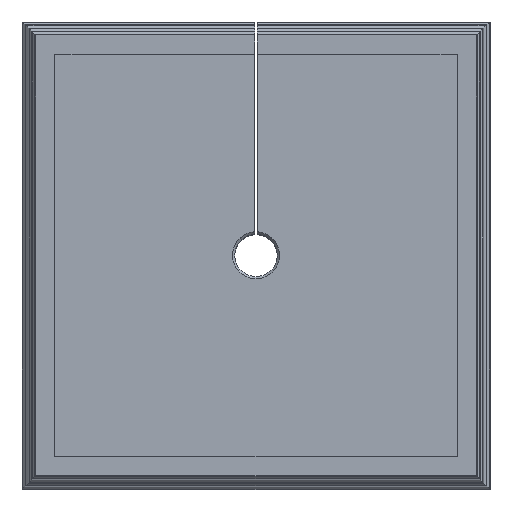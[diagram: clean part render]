
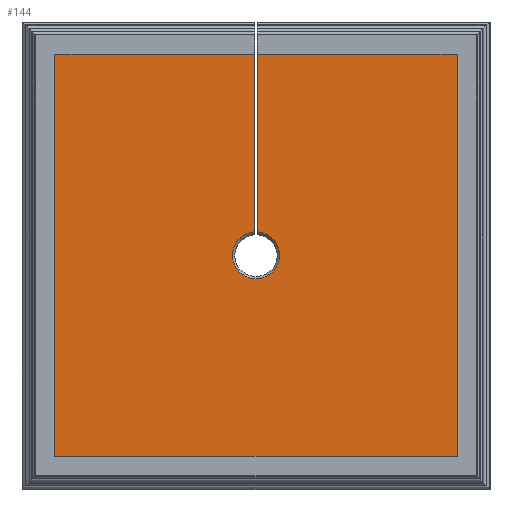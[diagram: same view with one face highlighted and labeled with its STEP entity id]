
A CAD part, top view. The second image highlights one B-rep face of the part: STEP entity #144.
In plain terms, the highlighted planar face has unit normal (0, 0, 1).
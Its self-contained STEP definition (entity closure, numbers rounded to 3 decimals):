
#49=CIRCLE('',#1660,1.);
#144=ADVANCED_FACE('',(#295),#227,.T.);
#227=PLANE('',#1661);
#295=FACE_OUTER_BOUND('',#382,.T.);
#382=EDGE_LOOP('',(#651,#652,#653,#654,#655,#656,#657,#658));
#651=ORIENTED_EDGE('',*,*,#1146,.F.);
#652=ORIENTED_EDGE('',*,*,#1147,.T.);
#653=ORIENTED_EDGE('',*,*,#1148,.T.);
#654=ORIENTED_EDGE('',*,*,#1149,.T.);
#655=ORIENTED_EDGE('',*,*,#1150,.T.);
#656=ORIENTED_EDGE('',*,*,#1037,.T.);
#657=ORIENTED_EDGE('',*,*,#1151,.F.);
#658=ORIENTED_EDGE('',*,*,#1152,.F.);
#889=VERTEX_POINT('',#2165);
#891=VERTEX_POINT('',#2168);
#957=VERTEX_POINT('',#2428);
#958=VERTEX_POINT('',#2429);
#959=VERTEX_POINT('',#2431);
#960=VERTEX_POINT('',#2433);
#961=VERTEX_POINT('',#2435);
#962=VERTEX_POINT('',#2438);
#1037=EDGE_CURVE('',#891,#889,#1260,.T.);
#1146=EDGE_CURVE('',#957,#958,#1360,.T.);
#1147=EDGE_CURVE('',#957,#959,#1361,.T.);
#1148=EDGE_CURVE('',#959,#960,#1362,.T.);
#1149=EDGE_CURVE('',#960,#961,#1363,.T.);
#1150=EDGE_CURVE('',#961,#891,#1364,.T.);
#1151=EDGE_CURVE('',#962,#889,#1365,.T.);
#1152=EDGE_CURVE('',#958,#962,#49,.T.);
#1260=LINE('',#2167,#1442);
#1360=LINE('',#2427,#1542);
#1361=LINE('',#2430,#1543);
#1362=LINE('',#2432,#1544);
#1363=LINE('',#2434,#1545);
#1364=LINE('',#2436,#1546);
#1365=LINE('',#2437,#1547);
#1442=VECTOR('',#1759,1.);
#1542=VECTOR('',#1947,1.);
#1543=VECTOR('',#1948,1.);
#1544=VECTOR('',#1949,1.);
#1545=VECTOR('',#1950,1.);
#1546=VECTOR('',#1951,1.);
#1547=VECTOR('',#1952,1.);
#1660=AXIS2_PLACEMENT_3D('',#2439,#1953,#1954);
#1661=AXIS2_PLACEMENT_3D('',#2440,#1955,#1956);
#1759=DIRECTION('',(-1.,0.,0.));
#1947=DIRECTION('',(0.,-1.,0.));
#1948=DIRECTION('',(-1.,0.,0.));
#1949=DIRECTION('',(0.,-1.,0.));
#1950=DIRECTION('',(1.,0.,0.));
#1951=DIRECTION('',(0.,1.,0.));
#1952=DIRECTION('',(0.,1.,0.));
#1953=DIRECTION('',(0.,0.,1.));
#1954=DIRECTION('',(1.,0.,0.));
#1955=DIRECTION('',(0.,0.,1.));
#1956=DIRECTION('',(-1.,0.,0.));
#2165=CARTESIAN_POINT('',(0.05,8.55,17.7));
#2167=CARTESIAN_POINT('',(8.55,8.55,17.7));
#2168=CARTESIAN_POINT('',(8.55,8.55,17.7));
#2427=CARTESIAN_POINT('',(-0.05,0.,17.7));
#2428=CARTESIAN_POINT('',(-0.05,8.55,17.7));
#2429=CARTESIAN_POINT('',(-0.05,0.999,17.7));
#2430=CARTESIAN_POINT('',(8.55,8.55,17.7));
#2431=CARTESIAN_POINT('',(-8.55,8.55,17.7));
#2432=CARTESIAN_POINT('',(-8.55,8.55,17.7));
#2433=CARTESIAN_POINT('',(-8.55,-8.55,17.7));
#2434=CARTESIAN_POINT('',(-8.55,-8.55,17.7));
#2435=CARTESIAN_POINT('',(8.55,-8.55,17.7));
#2436=CARTESIAN_POINT('',(8.55,-8.55,17.7));
#2437=CARTESIAN_POINT('',(0.05,0.,17.7));
#2438=CARTESIAN_POINT('',(0.05,0.999,17.7));
#2439=CARTESIAN_POINT('',(0.,0.,17.7));
#2440=CARTESIAN_POINT('',(0.,0.,17.7));
